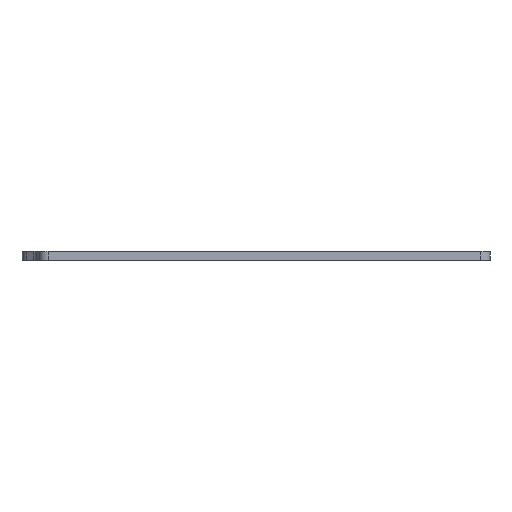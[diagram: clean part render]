
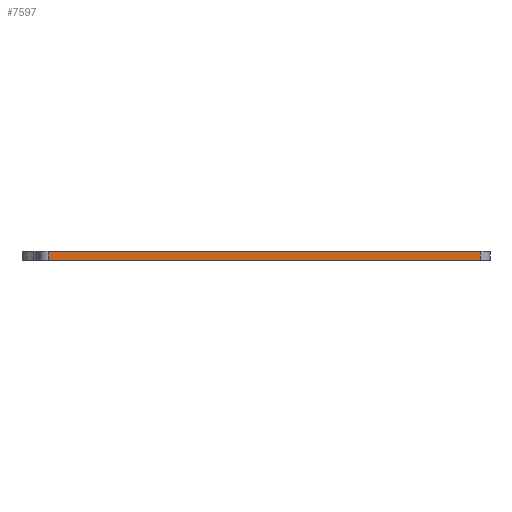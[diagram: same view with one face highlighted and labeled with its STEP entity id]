
A CAD part, left-side view. The second image highlights one B-rep face of the part: STEP entity #7597.
In plain terms, the highlighted planar face has unit normal (-1, 0, 0).
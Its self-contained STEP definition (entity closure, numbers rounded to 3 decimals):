
#45 = VERTEX_POINT ( 'NONE', #1315 ) ;
#231 = VERTEX_POINT ( 'NONE', #892 ) ;
#395 = ORIENTED_EDGE ( 'NONE', *, *, #6825, .T. ) ;
#550 = DIRECTION ( 'NONE',  ( 0., 0., 1. ) ) ;
#719 = DIRECTION ( 'NONE',  ( 1., 0., 0. ) ) ;
#769 = CARTESIAN_POINT ( 'NONE',  ( -132.85, 133.75, 2.5 ) ) ;
#775 = LINE ( 'NONE', #2537, #7095 ) ;
#892 = CARTESIAN_POINT ( 'NONE',  ( -132.85, -137.75, 2.5 ) ) ;
#1212 = ORIENTED_EDGE ( 'NONE', *, *, #4121, .T. ) ;
#1315 = CARTESIAN_POINT ( 'NONE',  ( -132.85, 127.75, -2.5 ) ) ;
#1592 = AXIS2_PLACEMENT_3D ( 'NONE', #7616, #719, #2013 ) ;
#1666 = VECTOR ( 'NONE', #1668, 1000. ) ;
#1668 = DIRECTION ( 'NONE',  ( 0., 1., 0. ) ) ;
#1737 = VECTOR ( 'NONE', #550, 1000. ) ;
#2013 = DIRECTION ( 'NONE',  ( 0., 1., 0. ) ) ;
#2537 = CARTESIAN_POINT ( 'NONE',  ( -132.85, -137.75, -2.5 ) ) ;
#2847 = VECTOR ( 'NONE', #7250, 1000. ) ;
#3373 = EDGE_CURVE ( 'NONE', #45, #7703, #775, .T. ) ;
#3793 = ORIENTED_EDGE ( 'NONE', *, *, #3848, .T. ) ;
#3832 = CARTESIAN_POINT ( 'NONE',  ( -132.85, 127.75, 2.5 ) ) ;
#3848 = EDGE_CURVE ( 'NONE', #231, #5302, #5006, .T. ) ;
#3864 = CARTESIAN_POINT ( 'NONE',  ( -132.85, 127.75, 3. ) ) ;
#3968 = CARTESIAN_POINT ( 'NONE',  ( -132.85, -137.75, -2.5 ) ) ;
#4121 = EDGE_CURVE ( 'NONE', #5302, #45, #4517, .T. ) ;
#4517 = LINE ( 'NONE', #3864, #2847 ) ;
#4730 = CARTESIAN_POINT ( 'NONE',  ( -132.85, -137.75, 3. ) ) ;
#4876 = LINE ( 'NONE', #4730, #1737 ) ;
#5006 = LINE ( 'NONE', #769, #1666 ) ;
#5302 = VERTEX_POINT ( 'NONE', #3832 ) ;
#5316 = DIRECTION ( 'NONE',  ( 0., -1., 0. ) ) ;
#5385 = PLANE ( 'NONE',  #1592 ) ;
#6224 = EDGE_LOOP ( 'NONE', ( #1212, #6898, #395, #3793 ) ) ;
#6825 = EDGE_CURVE ( 'NONE', #7703, #231, #4876, .T. ) ;
#6898 = ORIENTED_EDGE ( 'NONE', *, *, #3373, .T. ) ;
#7095 = VECTOR ( 'NONE', #5316, 1000. ) ;
#7250 = DIRECTION ( 'NONE',  ( 0., 0., -1. ) ) ;
#7447 = FACE_OUTER_BOUND ( 'NONE', #6224, .T. ) ;
#7597 = ADVANCED_FACE ( 'NONE', ( #7447 ), #5385, .F. ) ;
#7616 = CARTESIAN_POINT ( 'NONE',  ( -132.85, 133.75, 3. ) ) ;
#7703 = VERTEX_POINT ( 'NONE', #3968 ) ;
